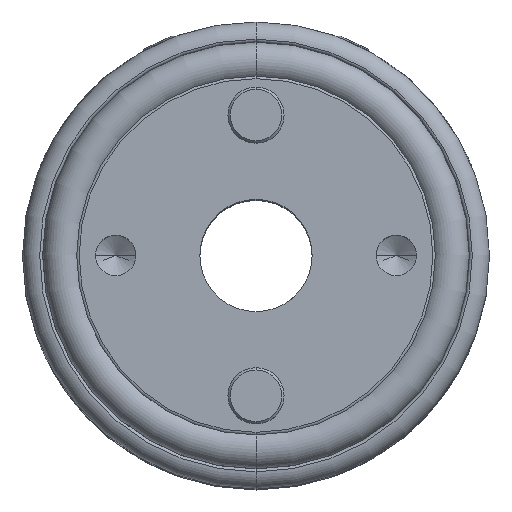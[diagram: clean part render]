
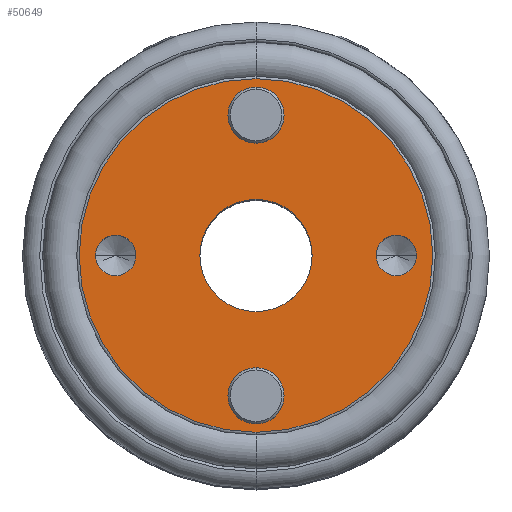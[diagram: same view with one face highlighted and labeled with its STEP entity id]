
A CAD part, top view. The second image highlights one B-rep face of the part: STEP entity #50649.
In plain terms, the highlighted planar face has unit normal (0, 0, 1).
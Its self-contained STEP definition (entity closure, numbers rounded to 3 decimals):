
#14785=CARTESIAN_POINT('',(0.,0.,58.));
#14786=DIRECTION('',(0.,0.,1.));
#14787=DIRECTION('',(0.,1.,0.));
#14788=AXIS2_PLACEMENT_3D('',#14785,#14786,#14787);
#14790=CARTESIAN_POINT('',(0.,0.,58.));
#14791=DIRECTION('',(0.,0.,1.));
#14792=DIRECTION('',(0.,-1.,0.));
#14793=AXIS2_PLACEMENT_3D('',#14790,#14791,#14792);
#14795=CARTESIAN_POINT('',(0.,0.,58.));
#14796=DIRECTION('',(0.,0.,-1.));
#14797=DIRECTION('',(0.,-1.,0.));
#14798=AXIS2_PLACEMENT_3D('',#14795,#14796,#14797);
#14800=CARTESIAN_POINT('',(0.,0.,58.));
#14801=DIRECTION('',(0.,0.,-1.));
#14802=DIRECTION('',(0.,1.,0.));
#14803=AXIS2_PLACEMENT_3D('',#14800,#14801,#14802);
#14805=CARTESIAN_POINT('',(12.5,0.,58.));
#14806=DIRECTION('',(0.,0.,-1.));
#14807=DIRECTION('',(1.,0.,0.));
#14808=AXIS2_PLACEMENT_3D('',#14805,#14806,#14807);
#14810=CARTESIAN_POINT('',(12.5,0.,58.));
#14811=DIRECTION('',(0.,0.,-1.));
#14812=DIRECTION('',(-1.,0.,0.));
#14813=AXIS2_PLACEMENT_3D('',#14810,#14811,#14812);
#14815=CARTESIAN_POINT('',(-12.5,0.,58.));
#14816=DIRECTION('',(0.,0.,1.));
#14817=DIRECTION('',(-1.,0.,0.));
#14818=AXIS2_PLACEMENT_3D('',#14815,#14816,#14817);
#14820=CARTESIAN_POINT('',(-12.5,0.,58.));
#14821=DIRECTION('',(0.,0.,1.));
#14822=DIRECTION('',(1.,0.,0.));
#14823=AXIS2_PLACEMENT_3D('',#14820,#14821,#14822);
#14825=CARTESIAN_POINT('',(0.,12.5,58.));
#14826=DIRECTION('',(0.,0.,1.));
#14827=DIRECTION('',(0.,-1.,0.));
#14828=AXIS2_PLACEMENT_3D('',#14825,#14826,#14827);
#14830=CARTESIAN_POINT('',(0.,12.5,58.));
#14831=DIRECTION('',(0.,0.,1.));
#14832=DIRECTION('',(0.,1.,0.));
#14833=AXIS2_PLACEMENT_3D('',#14830,#14831,#14832);
#14835=CARTESIAN_POINT('',(0.,-12.5,58.));
#14836=DIRECTION('',(0.,0.,1.));
#14837=DIRECTION('',(0.,-1.,0.));
#14838=AXIS2_PLACEMENT_3D('',#14835,#14836,#14837);
#14840=CARTESIAN_POINT('',(0.,-12.5,58.));
#14841=DIRECTION('',(0.,0.,1.));
#14842=DIRECTION('',(0.,1.,0.));
#14843=AXIS2_PLACEMENT_3D('',#14840,#14841,#14842);
#16079=CARTESIAN_POINT('',(0.,-5.,58.));
#16080=CARTESIAN_POINT('',(0.,5.,58.));
#16081=VERTEX_POINT('',#16079);
#16082=VERTEX_POINT('',#16080);
#16099=CARTESIAN_POINT('',(0.,15.75,58.));
#16100=CARTESIAN_POINT('',(0.,-15.75,58.));
#16101=VERTEX_POINT('',#16099);
#16102=VERTEX_POINT('',#16100);
#16153=CARTESIAN_POINT('',(14.3,0.,58.));
#16154=CARTESIAN_POINT('',(10.7,0.,58.));
#16155=VERTEX_POINT('',#16153);
#16156=VERTEX_POINT('',#16154);
#16163=CARTESIAN_POINT('',(-14.3,0.,58.));
#16164=CARTESIAN_POINT('',(-10.7,0.,58.));
#16165=VERTEX_POINT('',#16163);
#16166=VERTEX_POINT('',#16164);
#16918=CARTESIAN_POINT('',(0.,10.,58.));
#16919=CARTESIAN_POINT('',(0.,15.,58.));
#16920=VERTEX_POINT('',#16918);
#16921=VERTEX_POINT('',#16919);
#16938=CARTESIAN_POINT('',(0.,-15.,58.));
#16939=CARTESIAN_POINT('',(0.,-10.,58.));
#16940=VERTEX_POINT('',#16938);
#16941=VERTEX_POINT('',#16939);
#50610=CARTESIAN_POINT('',(0.,0.,58.));
#50611=DIRECTION('',(0.,0.,1.));
#50612=DIRECTION('',(0.,1.,0.));
#50613=AXIS2_PLACEMENT_3D('',#50610,#50611,#50612);
#50614=PLANE('',#50613);
#50615=ORIENTED_EDGE('',*,*,#50597,.F.);
#50616=ORIENTED_EDGE('',*,*,#50576,.F.);
#50617=EDGE_LOOP('',(#50615,#50616));
#50618=FACE_OUTER_BOUND('',#50617,.F.);
#50620=ORIENTED_EDGE('',*,*,#50619,.F.);
#50622=ORIENTED_EDGE('',*,*,#50621,.F.);
#50623=EDGE_LOOP('',(#50620,#50622));
#50624=FACE_BOUND('',#50623,.F.);
#50626=ORIENTED_EDGE('',*,*,#50625,.F.);
#50628=ORIENTED_EDGE('',*,*,#50627,.F.);
#50629=EDGE_LOOP('',(#50626,#50628));
#50630=FACE_BOUND('',#50629,.F.);
#50632=ORIENTED_EDGE('',*,*,#50631,.T.);
#50634=ORIENTED_EDGE('',*,*,#50633,.T.);
#50635=EDGE_LOOP('',(#50632,#50634));
#50636=FACE_BOUND('',#50635,.F.);
#50638=ORIENTED_EDGE('',*,*,#50637,.T.);
#50640=ORIENTED_EDGE('',*,*,#50639,.T.);
#50641=EDGE_LOOP('',(#50638,#50640));
#50642=FACE_BOUND('',#50641,.F.);
#50644=ORIENTED_EDGE('',*,*,#50643,.T.);
#50646=ORIENTED_EDGE('',*,*,#50645,.T.);
#50647=EDGE_LOOP('',(#50644,#50646));
#50648=FACE_BOUND('',#50647,.F.);
#50649=ADVANCED_FACE('',(#50618,#50624,#50630,#50636,#50642,#50648),#50614,.T.);
#14789=CIRCLE('',#14788,15.75);
#14794=CIRCLE('',#14793,15.75);
#14799=CIRCLE('',#14798,5.);
#14804=CIRCLE('',#14803,5.);
#14809=CIRCLE('',#14808,1.8);
#14814=CIRCLE('',#14813,1.8);
#14819=CIRCLE('',#14818,1.8);
#14824=CIRCLE('',#14823,1.8);
#14829=CIRCLE('',#14828,2.5);
#14834=CIRCLE('',#14833,2.5);
#14839=CIRCLE('',#14838,2.5);
#14844=CIRCLE('',#14843,2.5);
#50576=EDGE_CURVE('',#16102,#16101,#14794,.T.);
#50597=EDGE_CURVE('',#16101,#16102,#14789,.T.);
#50619=EDGE_CURVE('',#16081,#16082,#14799,.T.);
#50621=EDGE_CURVE('',#16082,#16081,#14804,.T.);
#50625=EDGE_CURVE('',#16155,#16156,#14809,.T.);
#50627=EDGE_CURVE('',#16156,#16155,#14814,.T.);
#50631=EDGE_CURVE('',#16165,#16166,#14819,.T.);
#50633=EDGE_CURVE('',#16166,#16165,#14824,.T.);
#50637=EDGE_CURVE('',#16920,#16921,#14829,.T.);
#50639=EDGE_CURVE('',#16921,#16920,#14834,.T.);
#50643=EDGE_CURVE('',#16940,#16941,#14839,.T.);
#50645=EDGE_CURVE('',#16941,#16940,#14844,.T.);
